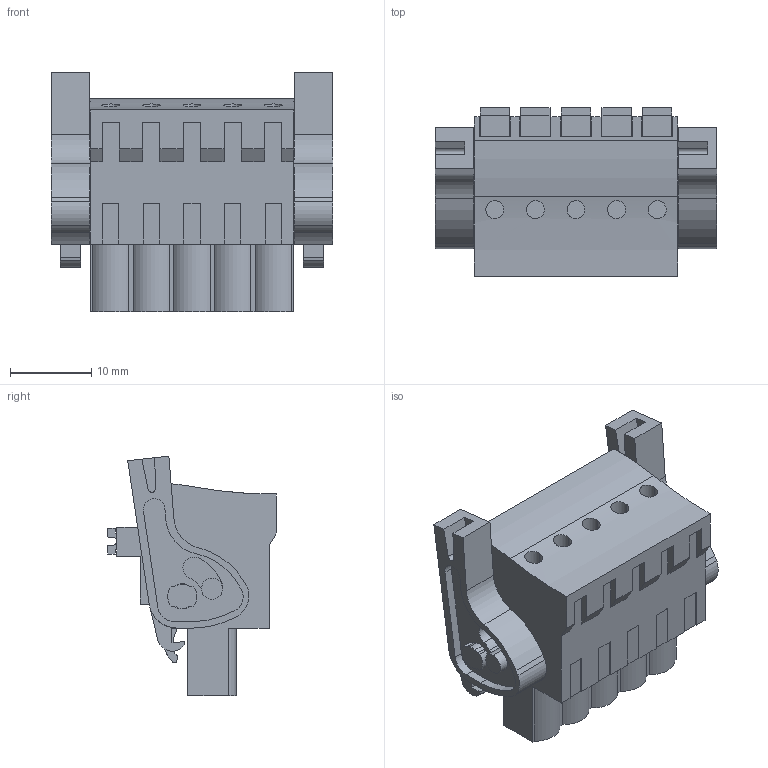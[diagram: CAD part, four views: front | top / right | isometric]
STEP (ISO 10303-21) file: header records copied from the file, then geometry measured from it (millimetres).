
FILE_DESCRIPTION(('CATIA V5 STEP Exchange','CAx-IF Rec.Pracs.--- Model Styling and Organization---1.2---2011-12-15'),'2;1');
FILE_NAME ('D1461122_0_1980900000_1980900000.stp','2017-09-23T15:55:11+00:00',('none'),('Weidmueller'),'CATIA Version 5-6 Release 2014','CATIA V5 STEP AP214','none');
FILE_SCHEMA(('AUTOMOTIVE_DESIGN { 1 0 10303 214 1 1 1 1 }'));
Length unit declared in the file: millimetre
Products named in the file (1): 1980900000
Bounding box: 34.7 x 20.79 x 29.52 mm (x, y, z)
Volume: 8689.7 mm3; surface area: 5572.1 mm2
Topology: 8 solids, 8 shells, 495 faces, 1377 edges, 928 vertices
Faces by surface type: plane 347, cylinder 140, extrusion 8
Entity records: 14864 total; most frequent: CARTESIAN_POINT 2897, ORIENTED_EDGE 2754, DIRECTION 1949, EDGE_CURVE 1377, VECTOR 1065, LINE 1057, VERTEX_POINT 928, AXIS2_PLACEMENT_3D 581
